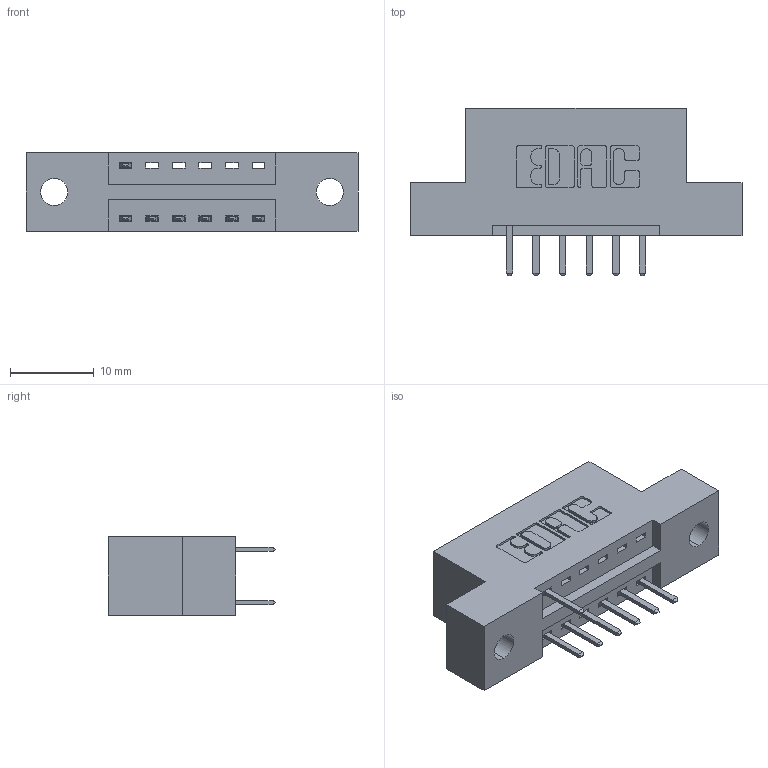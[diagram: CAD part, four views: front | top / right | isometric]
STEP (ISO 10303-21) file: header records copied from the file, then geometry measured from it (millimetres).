
FILE_DESCRIPTION (( 'STEP AP203' ), '1' );
FILE_NAME ('346-012-520-202.STEP', '2018-08-19T21:46:04', ( '' ), ( '' ), 'SwSTEP 2.0', 'SolidWorks 2016', '' );
FILE_SCHEMA (( 'CONFIG_CONTROL_DESIGN' ));
Length unit declared in the file: inch
Products named in the file (3): 346 Part_Flush Mounting Lugs - 0.128 Dia; 345-292-001_345-293-120; 346-012-520-202
Assembly tree (8 placements, depth 2):
  346-012-520-202
    346 Part_Flush Mounting Lugs - 0.128 Dia
    345-292-001_345-293-120  x7
Bounding box: 39.62 x 20.02 x 9.4 mm (x, y, z)
Volume: 3499.5 mm3; surface area: 3708.5 mm2
Topology: 8 solids, 8 shells, 544 faces, 1575 edges, 1030 vertices
Faces by surface type: plane 360, cylinder 184
Entity records: 8719 total; most frequent: CARTESIAN_POINT 1519, ORIENTED_EDGE 1446, DIRECTION 1373, EDGE_CURVE 723, VECTOR 563, LINE 563, VERTEX_POINT 478, AXIS2_PLACEMENT_3D 405
